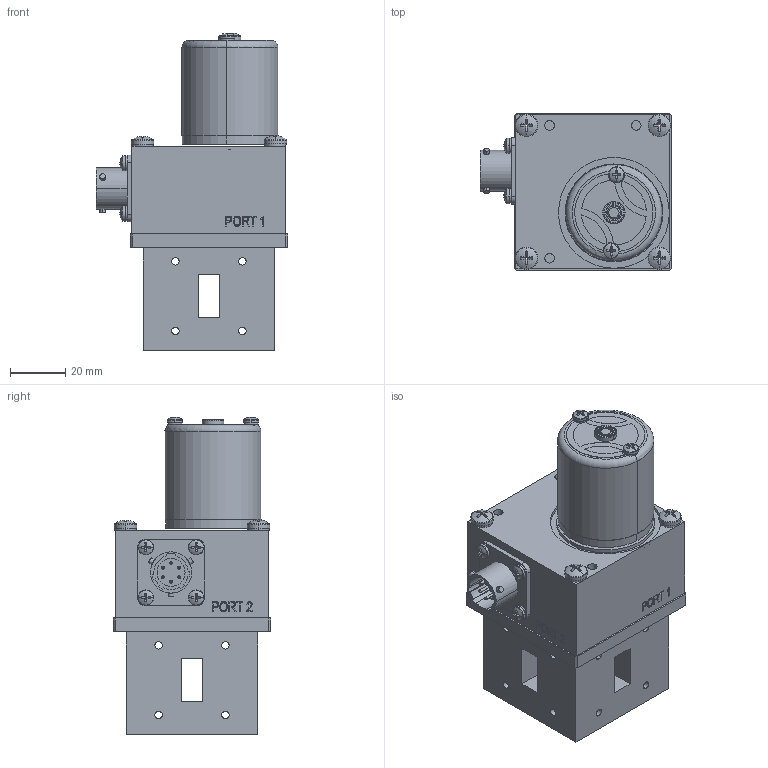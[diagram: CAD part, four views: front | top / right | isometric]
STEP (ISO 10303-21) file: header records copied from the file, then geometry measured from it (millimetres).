
FILE_DESCRIPTION (( 'STEP AP214' ), '1' );
FILE_NAME ('U-AP ASSY.STEP', '2010-04-13T15:59:26', ( 'jim' ), ( '' ), 'SwSTEP 2.0', 'SolidWorks 2010', '' );
FILE_SCHEMA (( 'AUTOMOTIVE_DESIGN' ));
Length unit declared in the file: inch
Products named in the file (1): U-AP ASSY
Bounding box: 69.44 x 57.15 x 115.28 mm (x, y, z)
Surface area: 38614.9 mm2 (no closed solid volume)
Topology: 0 solids, 32 shells, 588 faces, 1875 edges, 1289 vertices
Faces by surface type: plane 306, cylinder 154, bspline 62, torus 38, sphere 20, cone 8
Entity records: 35485 total; most frequent: CARTESIAN_POINT 11629, DIRECTION 3339, ORIENTED_EDGE 3022, EDGE_CURVE 1875, VERTEX_POINT 1289, AXIS2_PLACEMENT_3D 1193, LINE 953, VECTOR 953
